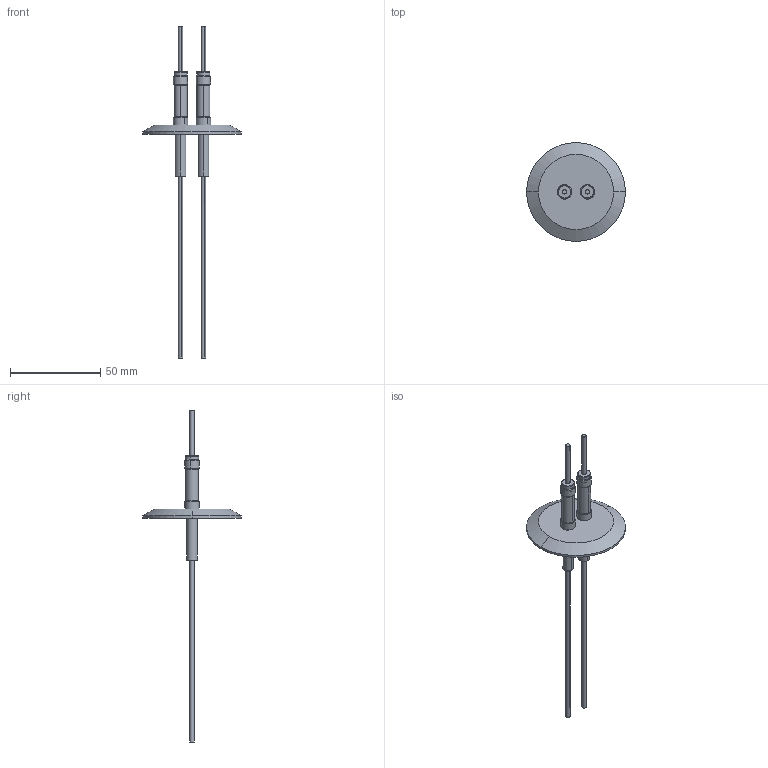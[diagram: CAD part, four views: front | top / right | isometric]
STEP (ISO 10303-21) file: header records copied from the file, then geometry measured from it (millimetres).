
FILE_DESCRIPTION (( 'STEP AP203' ), '1' );
FILE_NAME ('A0507-1-QF.STEP', '2013-06-10T13:00:28', ( '' ), ( '' ), 'SwSTEP 2.0', 'SolidWorks 2012', '' );
FILE_SCHEMA (( 'CONFIG_CONTROL_DESIGN' ));
Length unit declared in the file: inch
Products named in the file (1): A0507-1-QF
Bounding box: 54.86 x 54.86 x 184.15 mm (x, y, z)
Volume: 13824.2 mm3; surface area: 12414.9 mm2
Topology: 1 solids, 1 shells, 132 faces, 274 edges, 162 vertices
Faces by surface type: cylinder 70, cone 30, plane 20, torus 12
Entity records: 3595 total; most frequent: DIRECTION 714, CARTESIAN_POINT 569, ORIENTED_EDGE 548, AXIS2_PLACEMENT_3D 307, EDGE_CURVE 274, CIRCLE 174, VERTEX_POINT 162, EDGE_LOOP 150
